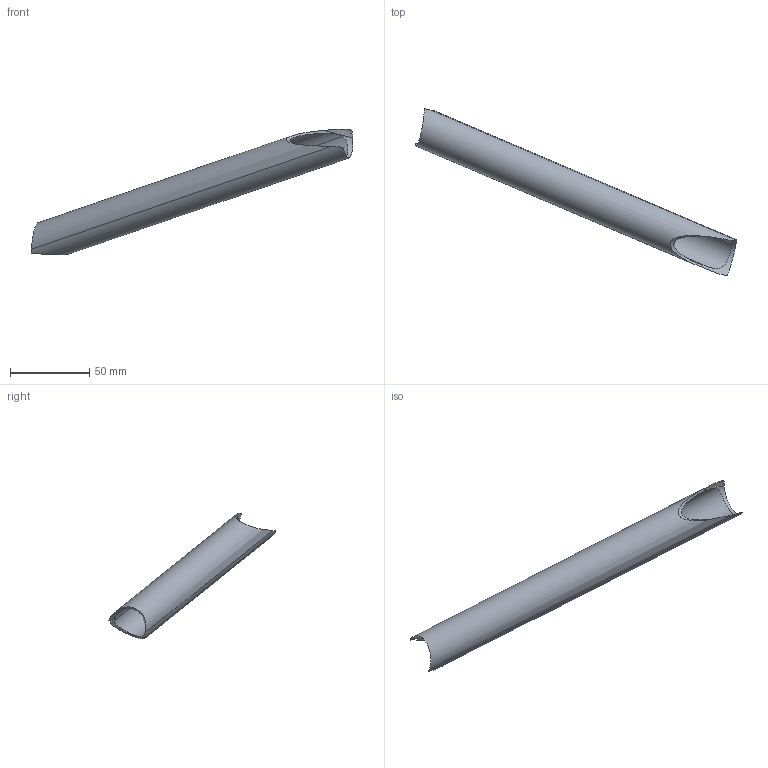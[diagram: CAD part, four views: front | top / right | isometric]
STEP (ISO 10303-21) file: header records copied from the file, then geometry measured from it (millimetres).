
FILE_DESCRIPTION(('STEP AP214'),'1');
FILE_NAME('Symmetry of Shape_852.stp','2019-03-04T09:41:50',(' '),(' '),'Spatial InterOp 3D',' ',' ');
FILE_SCHEMA(('AUTOMOTIVE_DESIGN { 1 0 10303 214 1 1 1 1 }'));
Length unit declared in the file: metre
Products named in the file (1): Corps principal
Bounding box: 203.7 x 105.49 x 79.64 mm (x, y, z)
Volume: 22219.5 mm3; surface area: 30223.6 mm2
Topology: 1 solids, 1 shells, 11 faces, 35 edges, 25 vertices
Faces by surface type: cylinder 10, plane 1
Entity records: 1094 total; most frequent: CARTESIAN_POINT 695, ORIENTED_EDGE 70, DIRECTION 45, EDGE_CURVE 35, VERTEX_POINT 25, B_SPLINE_CURVE_WITH_KNOTS 21, AXIS2_PLACEMENT_3D 19, STYLED_ITEM 12
